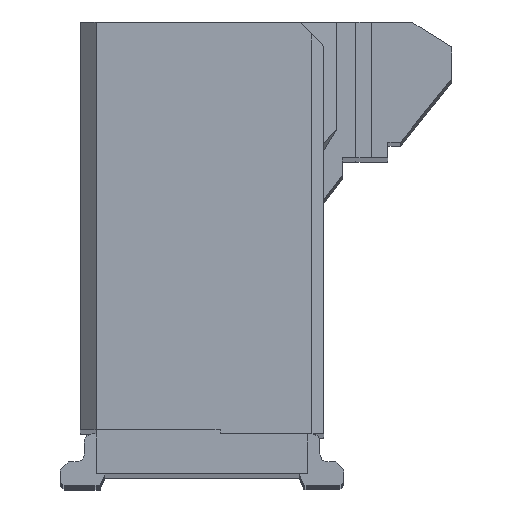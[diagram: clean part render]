
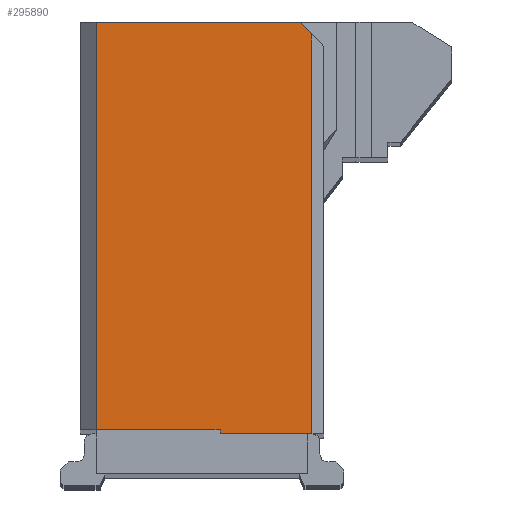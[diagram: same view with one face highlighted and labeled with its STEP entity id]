
A CAD part, top view. The second image highlights one B-rep face of the part: STEP entity #295890.
In plain terms, the highlighted planar face has unit normal (0, 0, 1).
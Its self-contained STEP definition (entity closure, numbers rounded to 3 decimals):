
#8660=CARTESIAN_POINT('',(19.068,3.928,
5.895));
#8670=VERTEX_POINT('',#8660);
#8700=CARTESIAN_POINT('',(30.996,-8.,5.895));
#8710=DIRECTION('',(0.707,-0.707,0.));
#8720=VECTOR('',#8710,1.);
#8730=LINE('',#8700,#8720);
#8740=CARTESIAN_POINT('',(18.918,4.078,
5.895));
#8750=VERTEX_POINT('',#8740);
#8760=EDGE_CURVE('',#8750,#8670,#8730,.T.);
#292630=CARTESIAN_POINT('',(16.368,-1.022,
5.895));
#292640=VERTEX_POINT('',#292630);
#292790=CARTESIAN_POINT('',(16.368,4.078,
5.895));
#292800=VERTEX_POINT('',#292790);
#292830=CARTESIAN_POINT('',(16.368,1.528,
5.895));
#292840=DIRECTION('',(0.,1.,0.));
#292850=VECTOR('',#292840,1.);
#292860=LINE('',#292830,#292850);
#292870=EDGE_CURVE('',#292640,#292800,#292860,.T.);
#293080=CARTESIAN_POINT('',(6.,-1.022,5.895));
#293090=DIRECTION('',(-1.,0.,0.));
#293100=VECTOR('',#293090,1.);
#293110=LINE('',#293080,#293100);
#293120=CARTESIAN_POINT('',(17.918,-1.022,
5.895));
#293130=VERTEX_POINT('',#293120);
#293140=EDGE_CURVE('',#293130,#292640,#293110,.T.);
#293620=CARTESIAN_POINT('',(19.068,-1.072,
5.895));
#293630=VERTEX_POINT('',#293620);
#293660=CARTESIAN_POINT('',(19.068,1.353,
5.895));
#293670=DIRECTION('',(0.,-1.,0.));
#293680=VECTOR('',#293670,1.);
#293690=LINE('',#293660,#293680);
#293700=EDGE_CURVE('',#8670,#293630,#293690,.T.);
#293800=CARTESIAN_POINT('',(17.918,-8.,5.895));
#293810=DIRECTION('',(0.,-1.,0.));
#293820=VECTOR('',#293810,1.);
#293830=LINE('',#293800,#293820);
#293840=CARTESIAN_POINT('',(17.918,-1.072,
5.895));
#293850=VERTEX_POINT('',#293840);
#293860=EDGE_CURVE('',#293130,#293850,#293830,.T.);
#295650=CARTESIAN_POINT('',(17.918,-1.022,
5.895));
#295660=DIRECTION('',(0.,-0.,1.));
#295670=DIRECTION('',(1.,0.,0.));
#295680=AXIS2_PLACEMENT_3D('',#295650,#295660,#295670);
#295690=PLANE('',#295680);
#295700=CARTESIAN_POINT('',(6.,-1.072,5.895));
#295710=DIRECTION('',(1.,0.,0.));
#295720=VECTOR('',#295710,1.);
#295730=LINE('',#295700,#295720);
#295740=EDGE_CURVE('',#293850,#293630,#295730,.T.);
#295750=ORIENTED_EDGE('',*,*,#295740,.T.);
#295760=ORIENTED_EDGE('',*,*,#293860,.T.);
#295770=ORIENTED_EDGE('',*,*,#293140,.F.);
#295780=ORIENTED_EDGE('',*,*,#292870,.F.);
#295790=CARTESIAN_POINT('',(6.,4.078,5.895));
#295800=DIRECTION('',(1.,0.,0.));
#295810=VECTOR('',#295800,1.);
#295820=LINE('',#295790,#295810);
#295830=EDGE_CURVE('',#292800,#8750,#295820,.T.);
#295840=ORIENTED_EDGE('',*,*,#295830,.F.);
#295850=ORIENTED_EDGE('',*,*,#8760,.F.);
#295860=ORIENTED_EDGE('',*,*,#293700,.F.);
#295870=EDGE_LOOP('',(#295860,#295850,#295840,#295780,#295770,#295760,
#295750));
#295880=FACE_OUTER_BOUND('',#295870,.T.);
#295890=ADVANCED_FACE('',(#295880),#295690,.T.);
